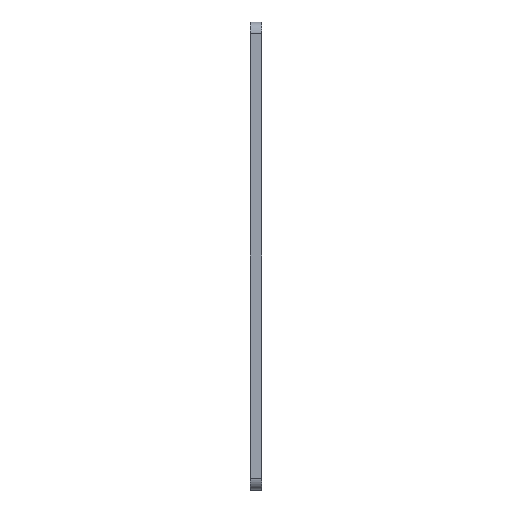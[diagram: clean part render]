
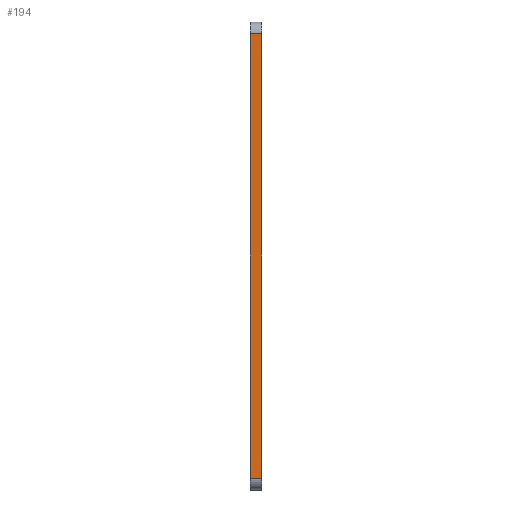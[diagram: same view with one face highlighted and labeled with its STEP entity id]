
A CAD part, left-side view. The second image highlights one B-rep face of the part: STEP entity #194.
In plain terms, the highlighted planar face has unit normal (-1, 0, 0).
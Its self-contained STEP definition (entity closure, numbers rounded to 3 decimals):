
#5 = EDGE_CURVE ( 'NONE', #708, #638, #386, .T. ) ;
#16 = CARTESIAN_POINT ( 'NONE',  ( -13., 2.5, -10.5 ) ) ;
#21 = CARTESIAN_POINT ( 'NONE',  ( -13., 0., 85.5 ) ) ;
#58 = DIRECTION ( 'NONE',  ( 0., 0., 1. ) ) ;
#68 = FACE_OUTER_BOUND ( 'NONE', #703, .T. ) ;
#70 = EDGE_CURVE ( 'NONE', #709, #708, #576, .T. ) ;
#115 = CARTESIAN_POINT ( 'NONE',  ( -13., 0., -13. ) ) ;
#161 = DIRECTION ( 'NONE',  ( 0., 1., 0. ) ) ;
#182 = EDGE_CURVE ( 'NONE', #709, #371, #790, .T. ) ;
#194 = ADVANCED_FACE ( 'NONE', ( #68 ), #206, .T. ) ;
#202 = CARTESIAN_POINT ( 'NONE',  ( -13., 0., -13. ) ) ;
#206 = PLANE ( 'NONE',  #529 ) ;
#207 = CARTESIAN_POINT ( 'NONE',  ( -13., 0., -10.5 ) ) ;
#239 = VECTOR ( 'NONE', #161, 1000. ) ;
#255 = ORIENTED_EDGE ( 'NONE', *, *, #182, .F. ) ;
#280 = CARTESIAN_POINT ( 'NONE',  ( -13., 0., 85.5 ) ) ;
#306 = EDGE_CURVE ( 'NONE', #638, #371, #407, .T. ) ;
#358 = ORIENTED_EDGE ( 'NONE', *, *, #70, .T. ) ;
#371 = VERTEX_POINT ( 'NONE', #811 ) ;
#386 = LINE ( 'NONE', #115, #449 ) ;
#391 = CARTESIAN_POINT ( 'NONE',  ( -13., 2.5, -13. ) ) ;
#407 = LINE ( 'NONE', #21, #239 ) ;
#449 = VECTOR ( 'NONE', #58, 1000. ) ;
#460 = VECTOR ( 'NONE', #787, 1000. ) ;
#507 = DIRECTION ( 'NONE',  ( 0., -1., 0. ) ) ;
#527 = DIRECTION ( 'NONE',  ( 0., 0., 1. ) ) ;
#529 = AXIS2_PLACEMENT_3D ( 'NONE', #202, #652, #527 ) ;
#576 = LINE ( 'NONE', #846, #657 ) ;
#638 = VERTEX_POINT ( 'NONE', #280 ) ;
#652 = DIRECTION ( 'NONE',  ( -1., 0., 0. ) ) ;
#657 = VECTOR ( 'NONE', #507, 1000. ) ;
#676 = ORIENTED_EDGE ( 'NONE', *, *, #5, .T. ) ;
#703 = EDGE_LOOP ( 'NONE', ( #676, #838, #255, #358 ) ) ;
#708 = VERTEX_POINT ( 'NONE', #207 ) ;
#709 = VERTEX_POINT ( 'NONE', #16 ) ;
#787 = DIRECTION ( 'NONE',  ( 0., 0., 1. ) ) ;
#790 = LINE ( 'NONE', #391, #460 ) ;
#811 = CARTESIAN_POINT ( 'NONE',  ( -13., 2.5, 85.5 ) ) ;
#838 = ORIENTED_EDGE ( 'NONE', *, *, #306, .T. ) ;
#846 = CARTESIAN_POINT ( 'NONE',  ( -13., 0., -10.5 ) ) ;
